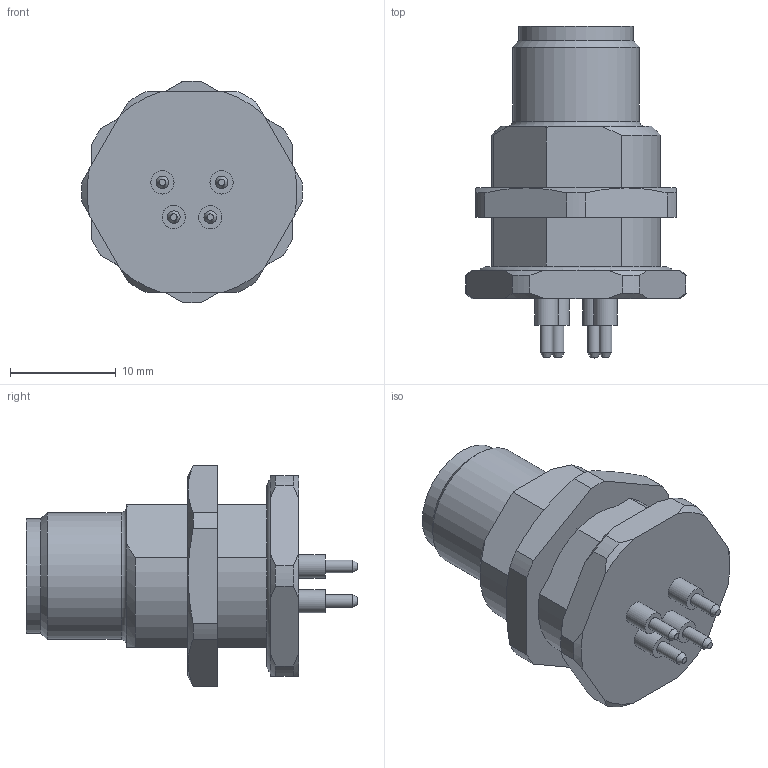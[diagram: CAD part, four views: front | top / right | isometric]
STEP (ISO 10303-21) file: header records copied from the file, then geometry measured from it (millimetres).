
FILE_DESCRIPTION(/* description */ (''),/* implementation_level */ '2;1');
FILE_NAME(/* name */ 'PL-FHM12SU4-P_M16.stp',/* time_stamp */ '2019-02-04T14:10:03+01:00',/* author */ ('ESCHA GmbH & Co. KG'),/* organization */ ('ESCHA GmbH & Co. KG'),/* preprocessor_version */ 'ST-DEVELOPER v16',/* originating_system */ 'SIEMENS PLM Software NX 10.0',/* authorisation */ '');
FILE_SCHEMA (('AUTOMOTIVE_DESIGN { 1 0 10303 214 3 1 1 1 }'));
Length unit declared in the file: millimetre
Products named in the file (1): 5030478__Flanschgehaeuse_part_327375
Bounding box: 20.89 x 31.4 x 20.99 mm (x, y, z)
Volume: 4248.1 mm3; surface area: 2770.2 mm2
Topology: 1 solids, 1 shells, 256 faces, 682 edges, 434 vertices
Faces by surface type: plane 113, cylinder 67, cone 25, extrusion 25, bspline 13, torus 9, sphere 4
Full cylindrical faces by diameter (mm): 1.2 x4, 1.5 x4, 2.2 x4, 8.9 x1, 10.8 x1, 12 x1
Entity records: 8363 total; most frequent: CARTESIAN_POINT 2462, ORIENTED_EDGE 1250, DIRECTION 1104, EDGE_CURVE 625, VERTEX_POINT 416, AXIS2_PLACEMENT_3D 393, VECTOR 318, EDGE_LOOP 309
